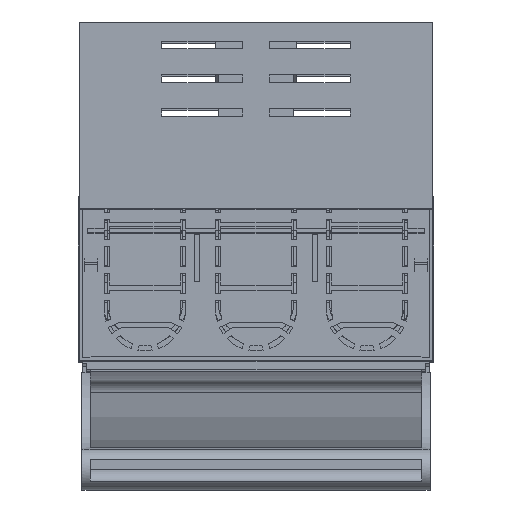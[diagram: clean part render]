
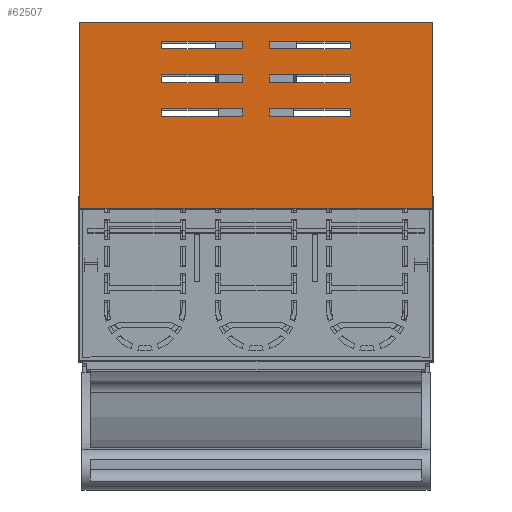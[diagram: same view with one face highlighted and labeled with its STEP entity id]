
A CAD part, top view. The second image highlights one B-rep face of the part: STEP entity #62507.
In plain terms, the highlighted planar face has unit normal (0, 0, 1).
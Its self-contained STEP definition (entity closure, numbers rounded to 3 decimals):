
#62458=AXIS2_PLACEMENT_3D('Plane Axis2P3D',#62455,#62456,#62457) ;
#60982=CARTESIAN_POINT('Vertex',(-4.,-49.8,1.5)) ;
#60996=CARTESIAN_POINT('Vertex',(-28.,-49.8,1.5)) ;
#60999=CARTESIAN_POINT('Line Origine',(-16.,-49.8,1.5)) ;
#61016=CARTESIAN_POINT('Line Origine',(-28.,-48.65,1.5)) ;
#61020=CARTESIAN_POINT('Vertex',(-28.,-47.5,1.5)) ;
#61058=CARTESIAN_POINT('Vertex',(-4.,-47.5,1.5)) ;
#61061=CARTESIAN_POINT('Line Origine',(-16.,-47.5,1.5)) ;
#61078=CARTESIAN_POINT('Line Origine',(-4.,-48.65,1.5)) ;
#61106=CARTESIAN_POINT('Vertex',(-4.,-39.8,1.5)) ;
#61120=CARTESIAN_POINT('Vertex',(-28.,-39.8,1.5)) ;
#61123=CARTESIAN_POINT('Line Origine',(-16.,-39.8,1.5)) ;
#61135=CARTESIAN_POINT('Line Origine',(-28.,-38.65,1.5)) ;
#61139=CARTESIAN_POINT('Vertex',(-28.,-37.5,1.5)) ;
#61177=CARTESIAN_POINT('Vertex',(-4.,-37.5,1.5)) ;
#61180=CARTESIAN_POINT('Line Origine',(-16.,-37.5,1.5)) ;
#61192=CARTESIAN_POINT('Line Origine',(-4.,-38.65,1.5)) ;
#61220=CARTESIAN_POINT('Vertex',(-4.,-29.8,1.5)) ;
#61234=CARTESIAN_POINT('Vertex',(-28.,-29.8,1.5)) ;
#61237=CARTESIAN_POINT('Line Origine',(-16.,-29.8,1.5)) ;
#61249=CARTESIAN_POINT('Line Origine',(-28.,-28.65,1.5)) ;
#61253=CARTESIAN_POINT('Vertex',(-28.,-27.5,1.5)) ;
#61291=CARTESIAN_POINT('Vertex',(-4.,-27.5,1.5)) ;
#61294=CARTESIAN_POINT('Line Origine',(-16.,-27.5,1.5)) ;
#61306=CARTESIAN_POINT('Line Origine',(-4.,-28.65,1.5)) ;
#61778=CARTESIAN_POINT('Line Origine',(16.,-49.8,1.5)) ;
#61782=CARTESIAN_POINT('Vertex',(4.,-49.8,1.5)) ;
#61784=CARTESIAN_POINT('Vertex',(28.,-49.8,1.5)) ;
#61824=CARTESIAN_POINT('Vertex',(28.,-47.5,1.5)) ;
#61832=CARTESIAN_POINT('Line Origine',(28.,-48.65,1.5)) ;
#61844=CARTESIAN_POINT('Line Origine',(16.,-47.5,1.5)) ;
#61848=CARTESIAN_POINT('Vertex',(4.,-47.5,1.5)) ;
#61880=CARTESIAN_POINT('Line Origine',(4.,-48.65,1.5)) ;
#61892=CARTESIAN_POINT('Line Origine',(16.,-39.8,1.5)) ;
#61896=CARTESIAN_POINT('Vertex',(4.,-39.8,1.5)) ;
#61898=CARTESIAN_POINT('Vertex',(28.,-39.8,1.5)) ;
#61933=CARTESIAN_POINT('Vertex',(28.,-37.5,1.5)) ;
#61941=CARTESIAN_POINT('Line Origine',(28.,-38.65,1.5)) ;
#61953=CARTESIAN_POINT('Line Origine',(16.,-37.5,1.5)) ;
#61957=CARTESIAN_POINT('Vertex',(4.,-37.5,1.5)) ;
#61984=CARTESIAN_POINT('Line Origine',(4.,-38.65,1.5)) ;
#61996=CARTESIAN_POINT('Line Origine',(16.,-29.8,1.5)) ;
#62000=CARTESIAN_POINT('Vertex',(4.,-29.8,1.5)) ;
#62002=CARTESIAN_POINT('Vertex',(28.,-29.8,1.5)) ;
#62037=CARTESIAN_POINT('Vertex',(28.,-27.5,1.5)) ;
#62045=CARTESIAN_POINT('Line Origine',(28.,-28.65,1.5)) ;
#62057=CARTESIAN_POINT('Line Origine',(16.,-27.5,1.5)) ;
#62061=CARTESIAN_POINT('Vertex',(4.,-27.5,1.5)) ;
#62088=CARTESIAN_POINT('Line Origine',(4.,-28.65,1.5)) ;
#62295=CARTESIAN_POINT('Vertex',(-52.5,0.,1.5)) ;
#62298=CARTESIAN_POINT('Line Origine',(0.,0.,1.5)) ;
#62302=CARTESIAN_POINT('Vertex',(52.5,0.,1.5)) ;
#62341=CARTESIAN_POINT('Vertex',(52.5,-55.487,1.5)) ;
#62351=CARTESIAN_POINT('Line Origine',(52.5,-27.743,1.5)) ;
#62368=CARTESIAN_POINT('Line Origine',(-52.5,-27.743,1.5)) ;
#62372=CARTESIAN_POINT('Vertex',(-52.5,-55.487,1.5)) ;
#62455=CARTESIAN_POINT('Axis2P3D Location',(0.,0.,1.5)) ;
#62460=CARTESIAN_POINT('Line Origine',(0.,-55.487,1.5)) ;
#61000=DIRECTION('Vector Direction',(-1.,0.,0.)) ;
#61017=DIRECTION('Vector Direction',(0.,-1.,0.)) ;
#61062=DIRECTION('Vector Direction',(1.,0.,0.)) ;
#61079=DIRECTION('Vector Direction',(0.,1.,0.)) ;
#61124=DIRECTION('Vector Direction',(-1.,0.,0.)) ;
#61136=DIRECTION('Vector Direction',(0.,-1.,0.)) ;
#61181=DIRECTION('Vector Direction',(1.,0.,0.)) ;
#61193=DIRECTION('Vector Direction',(0.,1.,0.)) ;
#61238=DIRECTION('Vector Direction',(-1.,0.,0.)) ;
#61250=DIRECTION('Vector Direction',(0.,-1.,0.)) ;
#61295=DIRECTION('Vector Direction',(1.,0.,0.)) ;
#61307=DIRECTION('Vector Direction',(0.,1.,0.)) ;
#61779=DIRECTION('Vector Direction',(-1.,0.,0.)) ;
#61833=DIRECTION('Vector Direction',(0.,-1.,0.)) ;
#61845=DIRECTION('Vector Direction',(1.,0.,0.)) ;
#61881=DIRECTION('Vector Direction',(0.,1.,0.)) ;
#61893=DIRECTION('Vector Direction',(-1.,0.,0.)) ;
#61942=DIRECTION('Vector Direction',(0.,-1.,0.)) ;
#61954=DIRECTION('Vector Direction',(1.,0.,0.)) ;
#61985=DIRECTION('Vector Direction',(0.,1.,0.)) ;
#61997=DIRECTION('Vector Direction',(-1.,0.,0.)) ;
#62046=DIRECTION('Vector Direction',(0.,-1.,0.)) ;
#62058=DIRECTION('Vector Direction',(1.,0.,0.)) ;
#62089=DIRECTION('Vector Direction',(0.,1.,0.)) ;
#62299=DIRECTION('Vector Direction',(-1.,0.,0.)) ;
#62352=DIRECTION('Vector Direction',(0.,-1.,0.)) ;
#62369=DIRECTION('Vector Direction',(0.,-1.,0.)) ;
#62456=DIRECTION('Axis2P3D Direction',(0.,0.,1.)) ;
#62457=DIRECTION('Axis2P3D XDirection',(1.,0.,0.)) ;
#62461=DIRECTION('Vector Direction',(1.,0.,0.)) ;
#61001=VECTOR('Line Direction',#61000,1.) ;
#61018=VECTOR('Line Direction',#61017,1.) ;
#61063=VECTOR('Line Direction',#61062,1.) ;
#61080=VECTOR('Line Direction',#61079,1.) ;
#61125=VECTOR('Line Direction',#61124,1.) ;
#61137=VECTOR('Line Direction',#61136,1.) ;
#61182=VECTOR('Line Direction',#61181,1.) ;
#61194=VECTOR('Line Direction',#61193,1.) ;
#61239=VECTOR('Line Direction',#61238,1.) ;
#61251=VECTOR('Line Direction',#61250,1.) ;
#61296=VECTOR('Line Direction',#61295,1.) ;
#61308=VECTOR('Line Direction',#61307,1.) ;
#61780=VECTOR('Line Direction',#61779,1.) ;
#61834=VECTOR('Line Direction',#61833,1.) ;
#61846=VECTOR('Line Direction',#61845,1.) ;
#61882=VECTOR('Line Direction',#61881,1.) ;
#61894=VECTOR('Line Direction',#61893,1.) ;
#61943=VECTOR('Line Direction',#61942,1.) ;
#61955=VECTOR('Line Direction',#61954,1.) ;
#61986=VECTOR('Line Direction',#61985,1.) ;
#61998=VECTOR('Line Direction',#61997,1.) ;
#62047=VECTOR('Line Direction',#62046,1.) ;
#62059=VECTOR('Line Direction',#62058,1.) ;
#62090=VECTOR('Line Direction',#62089,1.) ;
#62300=VECTOR('Line Direction',#62299,1.) ;
#62353=VECTOR('Line Direction',#62352,1.) ;
#62370=VECTOR('Line Direction',#62369,1.) ;
#62462=VECTOR('Line Direction',#62461,1.) ;
#62466=ORIENTED_EDGE('',*,*,#62355,.F.) ;
#62467=ORIENTED_EDGE('',*,*,#62304,.F.) ;
#62468=ORIENTED_EDGE('',*,*,#62374,.T.) ;
#62469=ORIENTED_EDGE('',*,*,#62464,.T.) ;
#62472=ORIENTED_EDGE('',*,*,#62092,.T.) ;
#62473=ORIENTED_EDGE('',*,*,#62063,.F.) ;
#62474=ORIENTED_EDGE('',*,*,#62049,.T.) ;
#62475=ORIENTED_EDGE('',*,*,#62004,.F.) ;
#62478=ORIENTED_EDGE('',*,*,#61945,.T.) ;
#62479=ORIENTED_EDGE('',*,*,#61900,.F.) ;
#62480=ORIENTED_EDGE('',*,*,#61988,.T.) ;
#62481=ORIENTED_EDGE('',*,*,#61959,.F.) ;
#62484=ORIENTED_EDGE('',*,*,#61836,.T.) ;
#62485=ORIENTED_EDGE('',*,*,#61786,.F.) ;
#62486=ORIENTED_EDGE('',*,*,#61884,.T.) ;
#62487=ORIENTED_EDGE('',*,*,#61850,.F.) ;
#62490=ORIENTED_EDGE('',*,*,#61241,.T.) ;
#62491=ORIENTED_EDGE('',*,*,#61255,.F.) ;
#62492=ORIENTED_EDGE('',*,*,#61298,.T.) ;
#62493=ORIENTED_EDGE('',*,*,#61310,.F.) ;
#62496=ORIENTED_EDGE('',*,*,#61127,.T.) ;
#62497=ORIENTED_EDGE('',*,*,#61141,.F.) ;
#62498=ORIENTED_EDGE('',*,*,#61184,.T.) ;
#62499=ORIENTED_EDGE('',*,*,#61196,.F.) ;
#62502=ORIENTED_EDGE('',*,*,#61003,.T.) ;
#62503=ORIENTED_EDGE('',*,*,#61022,.F.) ;
#62504=ORIENTED_EDGE('',*,*,#61065,.T.) ;
#62505=ORIENTED_EDGE('',*,*,#61082,.F.) ;
#62476=FACE_BOUND('',#62471,.T.) ;
#62482=FACE_BOUND('',#62477,.T.) ;
#62488=FACE_BOUND('',#62483,.T.) ;
#62494=FACE_BOUND('',#62489,.T.) ;
#62500=FACE_BOUND('',#62495,.T.) ;
#62506=FACE_BOUND('',#62501,.T.) ;
#62507=ADVANCED_FACE('Hauptkoerper nicht benutzen',(#62470,#62476,#62482,#62488,#62494,#62500,#62506),#62459,.T.) ;
#61003=EDGE_CURVE('',#60983,#60997,#61002,.T.) ;
#61022=EDGE_CURVE('',#61021,#60997,#61019,.T.) ;
#61065=EDGE_CURVE('',#61021,#61059,#61064,.T.) ;
#61082=EDGE_CURVE('',#60983,#61059,#61081,.T.) ;
#61127=EDGE_CURVE('',#61107,#61121,#61126,.T.) ;
#61141=EDGE_CURVE('',#61140,#61121,#61138,.T.) ;
#61184=EDGE_CURVE('',#61140,#61178,#61183,.T.) ;
#61196=EDGE_CURVE('',#61107,#61178,#61195,.T.) ;
#61241=EDGE_CURVE('',#61221,#61235,#61240,.T.) ;
#61255=EDGE_CURVE('',#61254,#61235,#61252,.T.) ;
#61298=EDGE_CURVE('',#61254,#61292,#61297,.T.) ;
#61310=EDGE_CURVE('',#61221,#61292,#61309,.T.) ;
#61786=EDGE_CURVE('',#61783,#61785,#61781,.F.) ;
#61836=EDGE_CURVE('',#61825,#61785,#61835,.T.) ;
#61850=EDGE_CURVE('',#61825,#61849,#61847,.F.) ;
#61884=EDGE_CURVE('',#61783,#61849,#61883,.T.) ;
#61900=EDGE_CURVE('',#61897,#61899,#61895,.F.) ;
#61945=EDGE_CURVE('',#61934,#61899,#61944,.T.) ;
#61959=EDGE_CURVE('',#61934,#61958,#61956,.F.) ;
#61988=EDGE_CURVE('',#61897,#61958,#61987,.T.) ;
#62004=EDGE_CURVE('',#62001,#62003,#61999,.F.) ;
#62049=EDGE_CURVE('',#62038,#62003,#62048,.T.) ;
#62063=EDGE_CURVE('',#62038,#62062,#62060,.F.) ;
#62092=EDGE_CURVE('',#62001,#62062,#62091,.T.) ;
#62304=EDGE_CURVE('',#62296,#62303,#62301,.F.) ;
#62355=EDGE_CURVE('',#62303,#62342,#62354,.T.) ;
#62374=EDGE_CURVE('',#62296,#62373,#62371,.T.) ;
#62464=EDGE_CURVE('',#62373,#62342,#62463,.T.) ;
#62465=EDGE_LOOP('',(#62466,#62467,#62468,#62469)) ;
#62471=EDGE_LOOP('',(#62472,#62473,#62474,#62475)) ;
#62477=EDGE_LOOP('',(#62478,#62479,#62480,#62481)) ;
#62483=EDGE_LOOP('',(#62484,#62485,#62486,#62487)) ;
#62489=EDGE_LOOP('',(#62490,#62491,#62492,#62493)) ;
#62495=EDGE_LOOP('',(#62496,#62497,#62498,#62499)) ;
#62501=EDGE_LOOP('',(#62502,#62503,#62504,#62505)) ;
#62470=FACE_OUTER_BOUND('',#62465,.T.) ;
#61002=LINE('Line',#60999,#61001) ;
#61019=LINE('Line',#61016,#61018) ;
#61064=LINE('Line',#61061,#61063) ;
#61081=LINE('Line',#61078,#61080) ;
#61126=LINE('Line',#61123,#61125) ;
#61138=LINE('Line',#61135,#61137) ;
#61183=LINE('Line',#61180,#61182) ;
#61195=LINE('Line',#61192,#61194) ;
#61240=LINE('Line',#61237,#61239) ;
#61252=LINE('Line',#61249,#61251) ;
#61297=LINE('Line',#61294,#61296) ;
#61309=LINE('Line',#61306,#61308) ;
#61781=LINE('Line',#61778,#61780) ;
#61835=LINE('Line',#61832,#61834) ;
#61847=LINE('Line',#61844,#61846) ;
#61883=LINE('Line',#61880,#61882) ;
#61895=LINE('Line',#61892,#61894) ;
#61944=LINE('Line',#61941,#61943) ;
#61956=LINE('Line',#61953,#61955) ;
#61987=LINE('Line',#61984,#61986) ;
#61999=LINE('Line',#61996,#61998) ;
#62048=LINE('Line',#62045,#62047) ;
#62060=LINE('Line',#62057,#62059) ;
#62091=LINE('Line',#62088,#62090) ;
#62301=LINE('Line',#62298,#62300) ;
#62354=LINE('Line',#62351,#62353) ;
#62371=LINE('Line',#62368,#62370) ;
#62463=LINE('Line',#62460,#62462) ;
#62459=PLANE('Plane',#62458) ;
#60983=VERTEX_POINT('',#60982) ;
#60997=VERTEX_POINT('',#60996) ;
#61021=VERTEX_POINT('',#61020) ;
#61059=VERTEX_POINT('',#61058) ;
#61107=VERTEX_POINT('',#61106) ;
#61121=VERTEX_POINT('',#61120) ;
#61140=VERTEX_POINT('',#61139) ;
#61178=VERTEX_POINT('',#61177) ;
#61221=VERTEX_POINT('',#61220) ;
#61235=VERTEX_POINT('',#61234) ;
#61254=VERTEX_POINT('',#61253) ;
#61292=VERTEX_POINT('',#61291) ;
#61783=VERTEX_POINT('',#61782) ;
#61785=VERTEX_POINT('',#61784) ;
#61825=VERTEX_POINT('',#61824) ;
#61849=VERTEX_POINT('',#61848) ;
#61897=VERTEX_POINT('',#61896) ;
#61899=VERTEX_POINT('',#61898) ;
#61934=VERTEX_POINT('',#61933) ;
#61958=VERTEX_POINT('',#61957) ;
#62001=VERTEX_POINT('',#62000) ;
#62003=VERTEX_POINT('',#62002) ;
#62038=VERTEX_POINT('',#62037) ;
#62062=VERTEX_POINT('',#62061) ;
#62296=VERTEX_POINT('',#62295) ;
#62303=VERTEX_POINT('',#62302) ;
#62342=VERTEX_POINT('',#62341) ;
#62373=VERTEX_POINT('',#62372) ;
